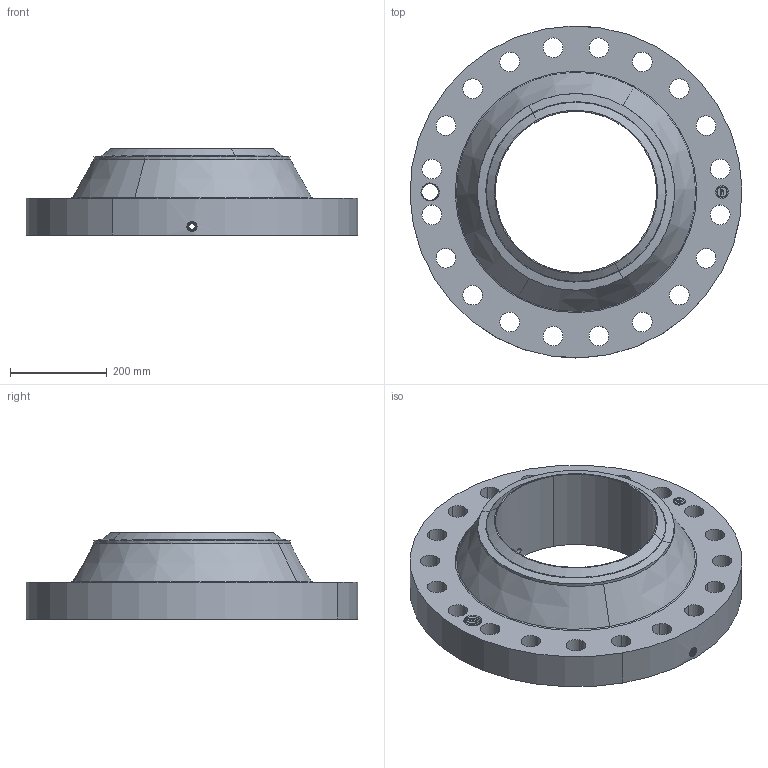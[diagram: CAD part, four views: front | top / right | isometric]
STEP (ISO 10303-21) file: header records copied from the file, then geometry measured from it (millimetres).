
FILE_DESCRIPTION(('3D STEP'),'2;1');
FILE_NAME('16-600-FF-WELD-NECK-140-ORIF-FLANGE.stp','2013-10-27T04:10:09+00:00',('Texas Flange'),(''),'CATIA Version 5 Release 20 SP 6 (IN-10)','CATIA V5 STEP AP214','800-826-3801');
FILE_SCHEMA(('AUTOMOTIVE_DESIGN { 1 0 10303 214 1 1 1 1 }'));
Length unit declared in the file: inch
Products named in the file (1): 16-600-FF-WELD-NECK-140-ORIF-FLANGE
Bounding box: 685.61 x 685.8 x 177.8 mm (x, y, z)
Volume: 25684799.6 mm3; surface area: 1161759.6 mm2
Topology: 1 solids, 1 shells, 812 faces, 2210 edges, 1418 vertices
Faces by surface type: plane 368, bspline 264, cylinder 122, cone 50, torus 4, revolution 4
Entity records: 34510 total; most frequent: CARTESIAN_POINT 14406, ORIENTED_EDGE 4420, EDGE_CURVE 2210, DIRECTION 2171, VERTEX_POINT 1418, VECTOR 1211, LINE 1211, EDGE_LOOP 878
